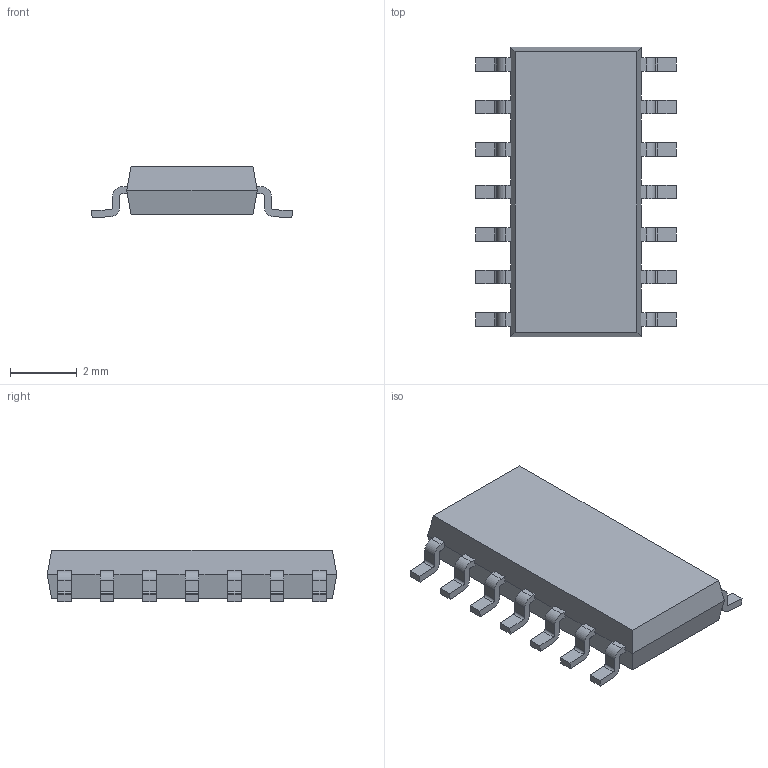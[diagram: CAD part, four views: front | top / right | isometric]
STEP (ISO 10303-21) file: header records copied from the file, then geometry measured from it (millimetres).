
FILE_DESCRIPTION((''),'2;1');
FILE_NAME('D-14_TI','2010-10-20T',('Simon'),(''),'PRO/ENGINEER BY PARAMETRIC TECHNOLOGY CORPORATION, 2008400','PRO/ENGINEER BY PARAMETRIC TECHNOLOGY CORPORATION, 2008400','');
FILE_SCHEMA(('AUTOMOTIVE_DESIGN_CC2 { 1 2 10303 214 -1 1 5 2 }'));
Length unit declared in the file: millimetre
Products named in the file (1): D-14_TI
Bounding box: 6 x 8.65 x 1.55 mm (x, y, z)
Volume: 48.5 mm3; surface area: 125 mm2
Topology: 1 solids, 1 shells, 192 faces, 566 edges, 376 vertices
Faces by surface type: plane 136, cylinder 56
Entity records: 8246 total; most frequent: CARTESIAN_POINT 1134, ORIENTED_EDGE 1132, DIRECTION 1062, PRESENTATION_STYLE_ASSIGNMENT 577, STYLED_ITEM 567, CURVE_STYLE 566, EDGE_CURVE 566, VECTOR 454
